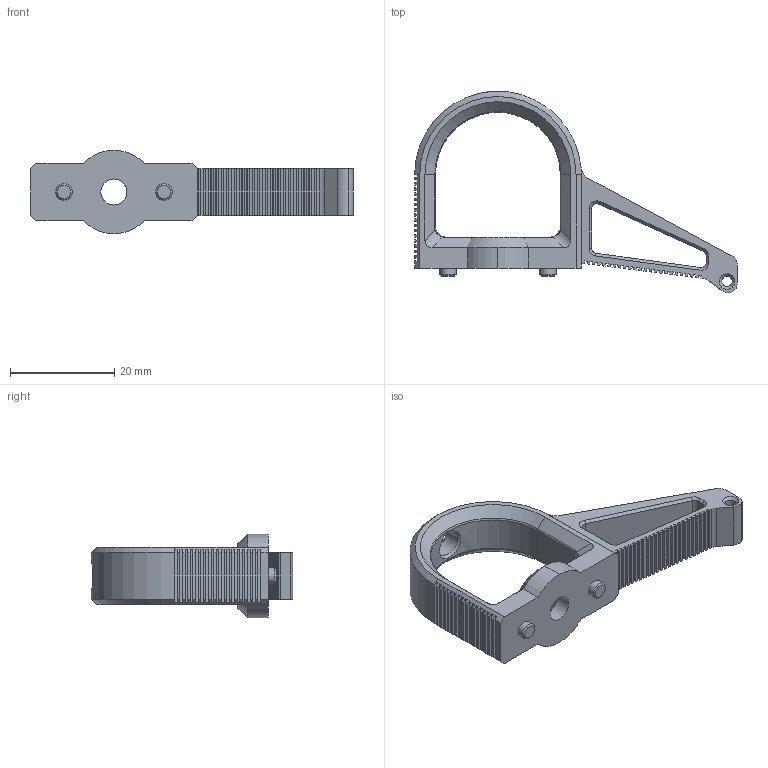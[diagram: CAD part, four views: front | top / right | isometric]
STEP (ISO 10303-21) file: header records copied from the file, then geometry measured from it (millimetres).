
FILE_DESCRIPTION(('HOOPS Exchange Step'),'2;1');
FILE_NAME('temp_export','2023-01-09T11:40:29+09:00',('mobile'),('Shapr3D Limited'),'HOOPS Exchange 2022.1','Shapr3D','Authorized');
FILE_SCHEMA( ('AUTOMOTIVE_DESIGN { 1 0 10303 214 1 1 1 1 }') );
Length unit declared in the file: millimetre
Products named in the file (1): root
Bounding box: 62 x 38.66 x 16 mm (x, y, z)
Volume: 6204.6 mm3; surface area: 4809.9 mm2
Topology: 3 solids, 3 shells, 270 faces, 753 edges, 487 vertices
Faces by surface type: plane 201, cylinder 34, cone 20, bspline 10, torus 5
Full cylindrical faces by diameter (mm): 2 x1, 3.2 x2, 5 x2
Entity records: 10328 total; most frequent: CARTESIAN_POINT 3362, ORIENTED_EDGE 1506, DIRECTION 1349, EDGE_CURVE 753, VECTOR 627, LINE 627, VERTEX_POINT 487, AXIS2_PLACEMENT_3D 361
